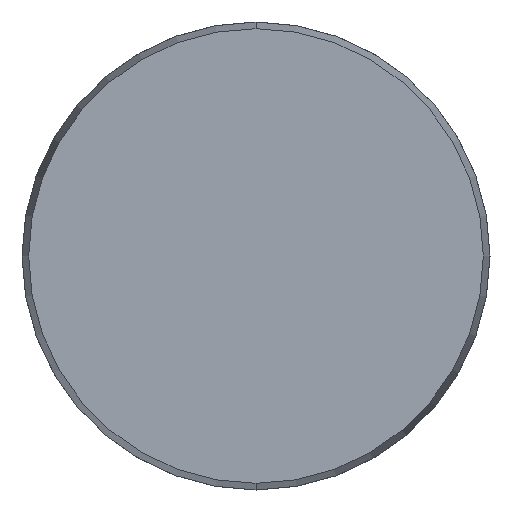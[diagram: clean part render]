
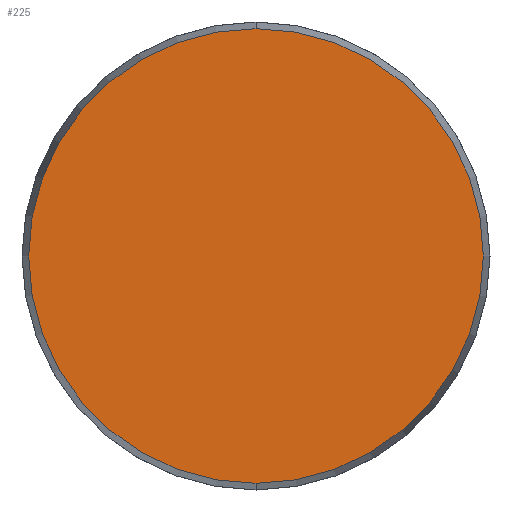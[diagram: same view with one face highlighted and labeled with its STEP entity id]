
A CAD part, front view. The second image highlights one B-rep face of the part: STEP entity #225.
In plain terms, the highlighted planar face has unit normal (0, -1, 0).
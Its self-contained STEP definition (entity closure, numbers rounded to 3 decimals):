
#21 = CARTESIAN_POINT ( 'NONE',  ( 0., 0., 29.143 ) ) ;
#87 = EDGE_CURVE ( 'NONE', #1283, #1008, #507, .T. ) ;
#203 = AXIS2_PLACEMENT_3D ( 'NONE', #398, #923, #1240 ) ;
#225 = ADVANCED_FACE ( 'NONE', ( #521 ), #1234, .F. ) ;
#277 = AXIS2_PLACEMENT_3D ( 'NONE', #497, #406, #1215 ) ;
#384 = CARTESIAN_POINT ( 'NONE',  ( 0., 0., 0. ) ) ;
#398 = CARTESIAN_POINT ( 'NONE',  ( -29.143, 0., 0. ) ) ;
#406 = DIRECTION ( 'NONE',  ( 0., -1., 0. ) ) ;
#497 = CARTESIAN_POINT ( 'NONE',  ( 0., 0., 0. ) ) ;
#507 = CIRCLE ( 'NONE', #1168, 29.143 ) ;
#521 = FACE_OUTER_BOUND ( 'NONE', #905, .T. ) ;
#686 = CARTESIAN_POINT ( 'NONE',  ( 0., 0., -29.143 ) ) ;
#853 = CIRCLE ( 'NONE', #277, 29.143 ) ;
#905 = EDGE_LOOP ( 'NONE', ( #1303, #1141 ) ) ;
#923 = DIRECTION ( 'NONE',  ( 0., 1., 0. ) ) ;
#1008 = VERTEX_POINT ( 'NONE', #686 ) ;
#1066 = EDGE_CURVE ( 'NONE', #1008, #1283, #853, .T. ) ;
#1141 = ORIENTED_EDGE ( 'NONE', *, *, #1066, .T. ) ;
#1168 = AXIS2_PLACEMENT_3D ( 'NONE', #384, #1313, #1284 ) ;
#1215 = DIRECTION ( 'NONE',  ( 0., 0., -1. ) ) ;
#1234 = PLANE ( 'NONE',  #203 ) ;
#1240 = DIRECTION ( 'NONE',  ( 0., 0., 1. ) ) ;
#1283 = VERTEX_POINT ( 'NONE', #21 ) ;
#1284 = DIRECTION ( 'NONE',  ( 0., 0., -1. ) ) ;
#1303 = ORIENTED_EDGE ( 'NONE', *, *, #87, .T. ) ;
#1313 = DIRECTION ( 'NONE',  ( 0., -1., 0. ) ) ;
